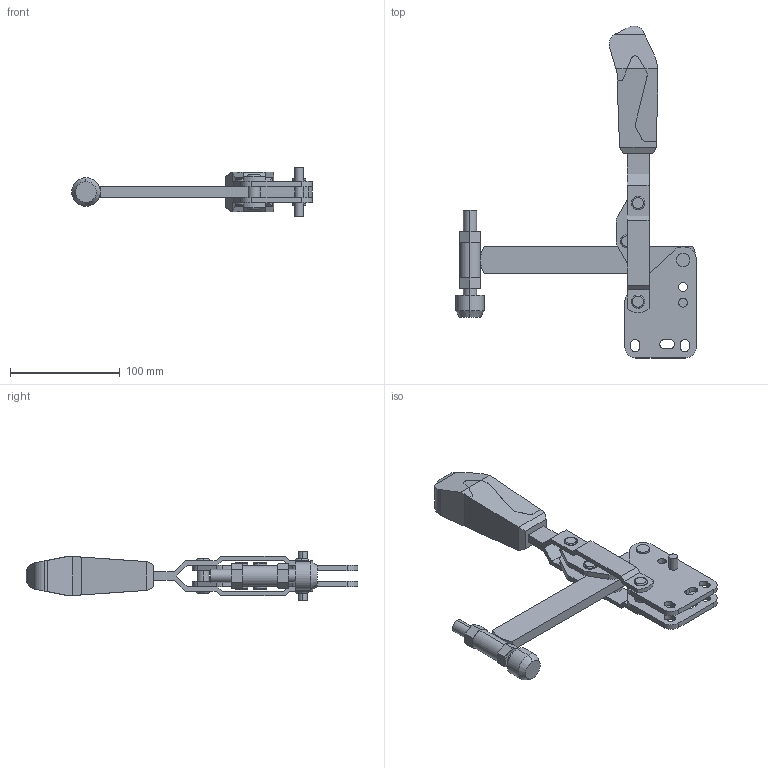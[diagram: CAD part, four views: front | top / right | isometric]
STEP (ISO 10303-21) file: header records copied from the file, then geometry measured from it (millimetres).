
FILE_DESCRIPTION(('STEP AP214'),'1');
FILE_NAME('HALDERN_EH_23330_0216.stp','2020-02-17T07:50:21',('TraceParts'),('TraceParts S.A.'),'Spatial InterOp 3D',' ',' ');
FILE_SCHEMA(('AUTOMOTIVE_DESIGN { 1 0 10303 214 1 1 1 1 }'));
Length unit declared in the file: millimetre
Products named in the file (1): HALDERN_EH_23330_0216_1
Bounding box: 219 x 302.2 x 45 mm (x, y, z)
Volume: 295604.5 mm3; surface area: 92630.3 mm2
Topology: 7 solids, 8 shells, 337 faces, 828 edges, 530 vertices
Faces by surface type: plane 138, cylinder 135, cone 48, torus 16
Entity records: 13339 total; most frequent: CARTESIAN_POINT 2470, DIRECTION 1724, ORIENTED_EDGE 1656, EDGE_CURVE 828, AXIS2_PLACEMENT_3D 648, VERTEX_POINT 530, LINE 428, VECTOR 428
